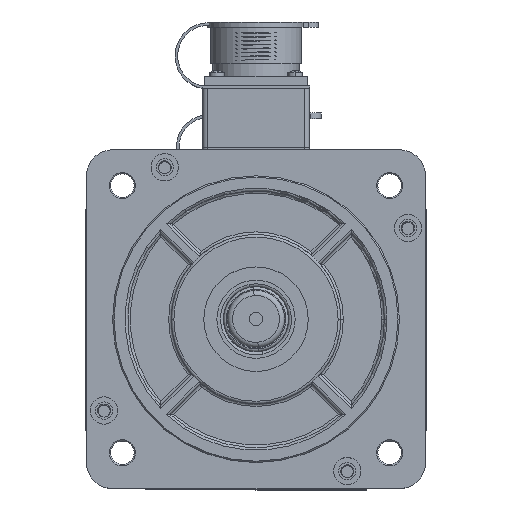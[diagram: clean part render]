
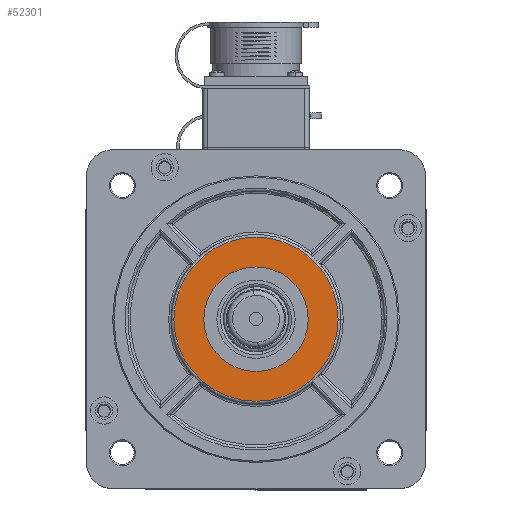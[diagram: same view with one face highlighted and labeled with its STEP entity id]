
A CAD part, top view. The second image highlights one B-rep face of the part: STEP entity #52301.
In plain terms, the highlighted planar face has unit normal (0, 0, 1).
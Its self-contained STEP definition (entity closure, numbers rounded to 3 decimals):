
#8929 = CARTESIAN_POINT ( 'NONE',  ( 0., 0., 18.5 ) ) ;
#8967 = CARTESIAN_POINT ( 'NONE',  ( 20.05, 0., 18.5 ) ) ;
#8973 = CIRCLE ( 'NONE', #9031, 20.05 ) ;
#9031 = AXIS2_PLACEMENT_3D ( 'NONE', #8929, #9376, #9374 ) ;
#9374 = DIRECTION ( 'NONE',  ( 1., 0., 0. ) ) ;
#9376 = DIRECTION ( 'NONE',  ( 0., 0., 1. ) ) ;
#9654 = CIRCLE ( 'NONE', #9719, 31.5 ) ;
#9715 = DIRECTION ( 'NONE',  ( 1., 0., 0. ) ) ;
#9717 = DIRECTION ( 'NONE',  ( 0., 0., 1. ) ) ;
#9719 = AXIS2_PLACEMENT_3D ( 'NONE', #9732, #9717, #9715 ) ;
#9732 = CARTESIAN_POINT ( 'NONE',  ( 0., 0., 18.5 ) ) ;
#10135 = CARTESIAN_POINT ( 'NONE',  ( -20.05, 0., 18.5 ) ) ;
#10218 = CARTESIAN_POINT ( 'NONE',  ( -31.5, 0., 18.5 ) ) ;
#10226 = CARTESIAN_POINT ( 'NONE',  ( 31.5, 0., 18.5 ) ) ;
#11703 = DIRECTION ( 'NONE',  ( 0., 0., 1. ) ) ;
#11704 = CARTESIAN_POINT ( 'NONE',  ( 0., 0., 18.5 ) ) ;
#11705 = AXIS2_PLACEMENT_3D ( 'NONE', #11704, #11703, #11718 ) ;
#11709 = PLANE ( 'NONE',  #11705 ) ;
#11718 = DIRECTION ( 'NONE',  ( 1., 0., 0. ) ) ;
#11933 = FACE_BOUND ( 'NONE', #52329, .T. ) ;
#11940 = FACE_OUTER_BOUND ( 'NONE', #52319, .T. ) ;
#11995 = CARTESIAN_POINT ( 'NONE',  ( 0., 0., 18.5 ) ) ;
#12018 = DIRECTION ( 'NONE',  ( 1., 0., 0. ) ) ;
#12019 = DIRECTION ( 'NONE',  ( 0., 0., 1. ) ) ;
#12020 = CARTESIAN_POINT ( 'NONE',  ( 0., 0., 18.5 ) ) ;
#12021 = AXIS2_PLACEMENT_3D ( 'NONE', #12020, #12019, #12018 ) ;
#12022 = CIRCLE ( 'NONE', #12021, 20.05 ) ;
#12023 = CIRCLE ( 'NONE', #12051, 31.5 ) ;
#12041 = DIRECTION ( 'NONE',  ( 1., 0., 0. ) ) ;
#12042 = DIRECTION ( 'NONE',  ( 0., 0., 1. ) ) ;
#12051 = AXIS2_PLACEMENT_3D ( 'NONE', #11995, #12042, #12041 ) ;
#50964 = VERTEX_POINT ( 'NONE', #8967 ) ;
#50967 = EDGE_CURVE ( 'NONE', #51112, #50964, #8973, .T. ) ;
#51026 = EDGE_CURVE ( 'NONE', #51152, #51118, #9654, .T. ) ;
#51112 = VERTEX_POINT ( 'NONE', #10135 ) ;
#51118 = VERTEX_POINT ( 'NONE', #10218 ) ;
#51152 = VERTEX_POINT ( 'NONE', #10226 ) ;
#52255 = ORIENTED_EDGE ( 'NONE', *, *, #50967, .F. ) ;
#52301 = ADVANCED_FACE ( 'NONE', ( #11933, #11940 ), #11709, .T. ) ;
#52318 = ORIENTED_EDGE ( 'NONE', *, *, #52328, .F. ) ;
#52319 = EDGE_LOOP ( 'NONE', ( #52320, #52444 ) ) ;
#52320 = ORIENTED_EDGE ( 'NONE', *, *, #51026, .T. ) ;
#52328 = EDGE_CURVE ( 'NONE', #50964, #51112, #12022, .T. ) ;
#52329 = EDGE_LOOP ( 'NONE', ( #52318, #52255 ) ) ;
#52351 = EDGE_CURVE ( 'NONE', #51118, #51152, #12023, .T. ) ;
#52444 = ORIENTED_EDGE ( 'NONE', *, *, #52351, .T. ) ;
